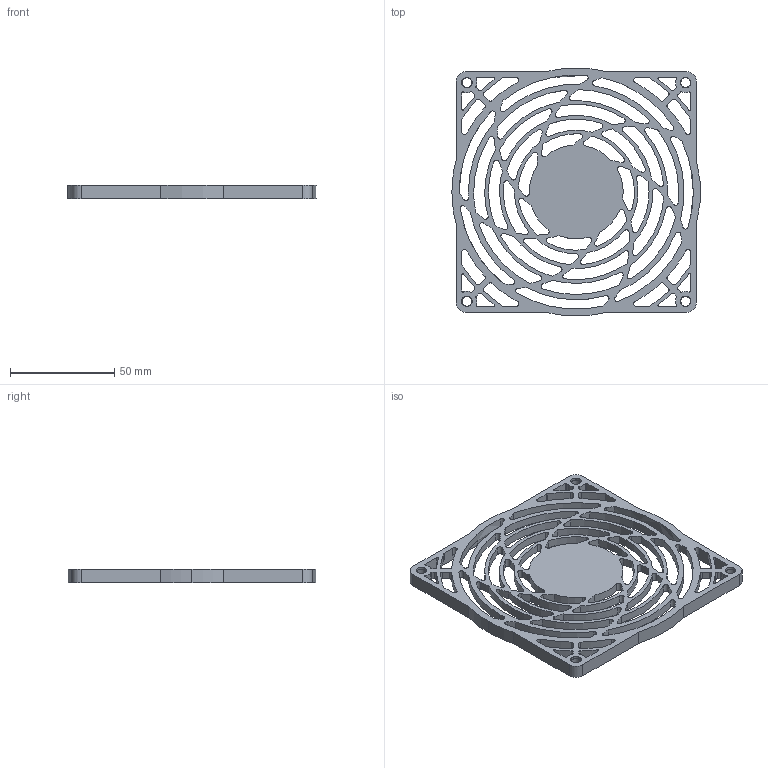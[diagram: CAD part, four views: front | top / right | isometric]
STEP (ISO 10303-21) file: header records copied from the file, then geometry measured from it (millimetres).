
FILE_DESCRIPTION (( 'STEP AP203' ), '1' );
FILE_NAME ('09121-G.STEP', '2017-11-15T01:46:41', ( 'User' ), ( '' ), 'SwSTEP 2.0', 'SolidWorks 2016', '' );
FILE_SCHEMA (( 'CONFIG_CONTROL_DESIGN' ));
Length unit declared in the file: millimetre
Products named in the file (1): 09121-G
Bounding box: 118.88 x 118.66 x 6.6 mm (x, y, z)
Volume: 30019.7 mm3; surface area: 30635.5 mm2
Topology: 1 solids, 1 shells, 419 faces, 1296 edges, 864 vertices
Faces by surface type: cylinder 379, plane 40
Entity records: 15203 total; most frequent: DIRECTION 2912, ORIENTED_EDGE 2592, CARTESIAN_POINT 2580, EDGE_CURVE 1296, AXIS2_PLACEMENT_3D 1196, VERTEX_POINT 864, CIRCLE 776, LINE 520
